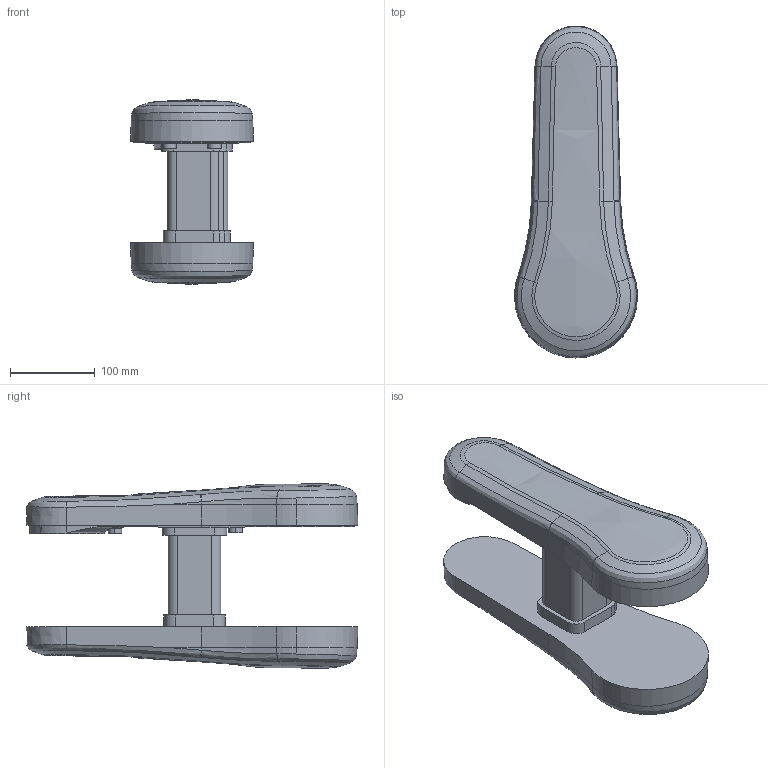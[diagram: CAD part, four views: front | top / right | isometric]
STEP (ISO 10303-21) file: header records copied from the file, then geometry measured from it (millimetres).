
FILE_DESCRIPTION (( 'STEP AP203' ), '1' );
FILE_NAME ('IRB120_3-58_IRC5_Link2_rev0.STEP', '2016-09-01T05:23:48', ( 'ABB' ), ( 'ABB' ), 'SwSTEP 2.0', 'SolidWorks 2014', '' );
FILE_SCHEMA (( 'CONFIG_CONTROL_DESIGN' ));
Length unit declared in the file: millimetre
Products named in the file (6): 3HAC031871-001; 3HAC031112-003; 3HAC031111-003; 3HAC031347-001; IRB120_3-58_IRC5_Link2_rev0; 3HAC031694-001
Assembly tree (10 placements, depth 2):
  IRB120_3-58_IRC5_Link2_rev0
    3HAC031112-003
    3HAC031871-001  x3
    3HAC031347-001  x2
    3HAC031694-001  x3
    3HAC031111-003
Bounding box: 144.86 x 390.86 x 217.5 mm (x, y, z)
Volume: 3909217.4 mm3; surface area: 351199 mm2
Topology: 10 solids, 10 shells, 267 faces, 627 edges, 388 vertices
Faces by surface type: bspline 93, cylinder 75, plane 64, cone 35
Entity records: 10754 total; most frequent: CARTESIAN_POINT 6468, ORIENTED_EDGE 784, DIRECTION 683, EDGE_CURVE 392, AXIS2_PLACEMENT_3D 265, VERTEX_POINT 248, EDGE_LOOP 166, ADVANCED_FACE 158
